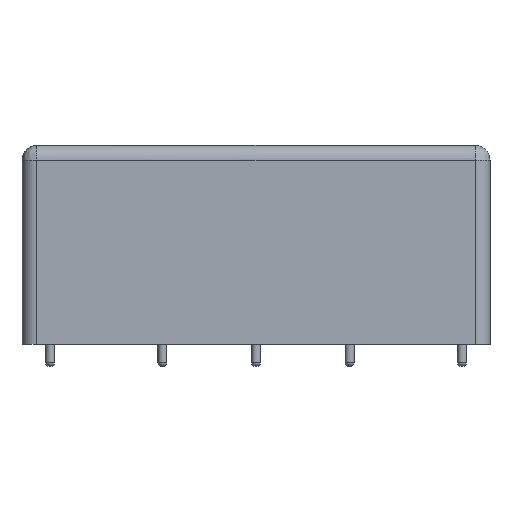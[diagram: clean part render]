
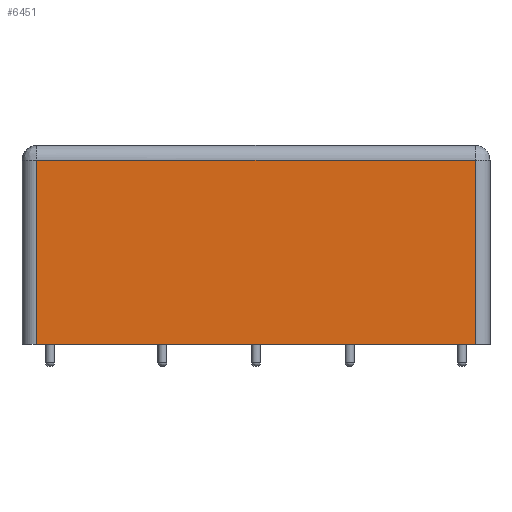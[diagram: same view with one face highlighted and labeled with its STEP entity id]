
A CAD part, left-side view. The second image highlights one B-rep face of the part: STEP entity #6451.
In plain terms, the highlighted free-form (B-spline) face has degree [1, 1] with [2, 2] control points.
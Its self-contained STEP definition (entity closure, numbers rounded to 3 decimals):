
#6304 = VERTEX_POINT('',#6305);
#6305 = CARTESIAN_POINT('',(0.,50.521,0.));
#6351 = VERTEX_POINT('',#6352);
#6352 = CARTESIAN_POINT('',(0.,1.643,0.));
#6358 = EDGE_CURVE('',#6351,#6304,#6359,.T.);
#6359 = B_SPLINE_CURVE_WITH_KNOTS('',1,(#6360,#6361),.UNSPECIFIED.,.F.,
  .F.,(2,2),(-303.,-243.5),.PIECEWISE_BEZIER_KNOTS.);
#6360 = CARTESIAN_POINT('',(0.,1.643,0.));
#6361 = CARTESIAN_POINT('',(0.,50.521,0.));
#6451 = ADVANCED_FACE('',(#6452),#6474,.T.);
#6452 = FACE_BOUND('',#6453,.T.);
#6453 = EDGE_LOOP('',(#6454,#6461,#6462,#6469));
#6454 = ORIENTED_EDGE('',*,*,#6455,.T.);
#6455 = EDGE_CURVE('',#6456,#6304,#6458,.T.);
#6456 = VERTEX_POINT('',#6457);
#6457 = CARTESIAN_POINT('',(0.,50.521,
    20.537));
#6458 = B_SPLINE_CURVE_WITH_KNOTS('',1,(#6459,#6460),.UNSPECIFIED.,.F.,
  .F.,(2,2),(2.,27.),.PIECEWISE_BEZIER_KNOTS.);
#6459 = CARTESIAN_POINT('',(0.,50.521,
    20.537));
#6460 = CARTESIAN_POINT('',(0.,50.521,0.));
#6461 = ORIENTED_EDGE('',*,*,#6358,.F.);
#6462 = ORIENTED_EDGE('',*,*,#6463,.T.);
#6463 = EDGE_CURVE('',#6351,#6464,#6466,.T.);
#6464 = VERTEX_POINT('',#6465);
#6465 = CARTESIAN_POINT('',(0.,1.643,
    20.537));
#6466 = B_SPLINE_CURVE_WITH_KNOTS('',1,(#6467,#6468),.UNSPECIFIED.,.F.,
  .F.,(2,2),(0.,25.),.PIECEWISE_BEZIER_KNOTS.);
#6467 = CARTESIAN_POINT('',(0.,1.643,0.));
#6468 = CARTESIAN_POINT('',(0.,1.643,
    20.537));
#6469 = ORIENTED_EDGE('',*,*,#6470,.T.);
#6470 = EDGE_CURVE('',#6464,#6456,#6471,.T.);
#6471 = B_SPLINE_CURVE_WITH_KNOTS('',1,(#6472,#6473),.UNSPECIFIED.,.F.,
  .F.,(2,2),(-61.5,-2.),.PIECEWISE_BEZIER_KNOTS.);
#6472 = CARTESIAN_POINT('',(0.,1.643,
    20.537));
#6473 = CARTESIAN_POINT('',(0.,50.521,
    20.537));
#6474 = B_SPLINE_SURFACE_WITH_KNOTS('',1,1,(
    (#6475,#6476)
    ,(#6477,#6478
    )),.UNSPECIFIED.,.F.,.F.,.F.,(2,2),(2,2),(241.5,305.),(0.,27.),
  .PIECEWISE_BEZIER_KNOTS.);
#6475 = CARTESIAN_POINT('',(0.,52.164,0.));
#6476 = CARTESIAN_POINT('',(0.,52.164,22.18));
#6477 = CARTESIAN_POINT('',(0.,0.,0.));
#6478 = CARTESIAN_POINT('',(0.,0.,22.18));
